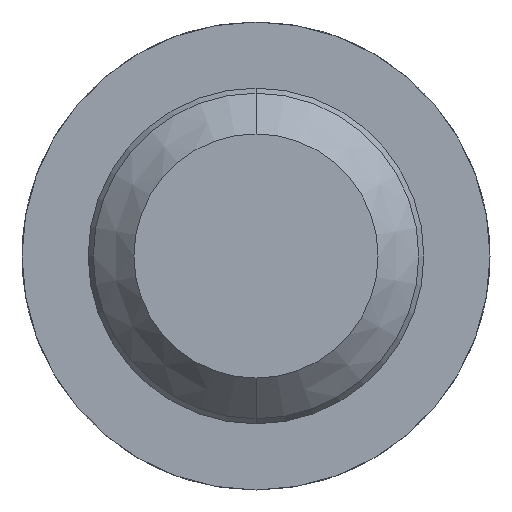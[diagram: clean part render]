
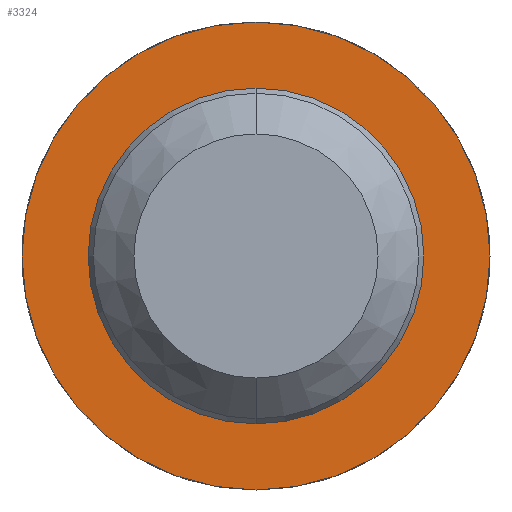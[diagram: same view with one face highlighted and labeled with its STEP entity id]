
A CAD part, front view. The second image highlights one B-rep face of the part: STEP entity #3324.
In plain terms, the highlighted planar face has unit normal (0, -1, 0).
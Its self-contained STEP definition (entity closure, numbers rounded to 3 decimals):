
#37 = VERTEX_POINT ( 'NONE', #3874 ) ;
#107 = DIRECTION ( 'NONE',  ( 0., 0., -1. ) ) ;
#119 = DIRECTION ( 'NONE',  ( 0., 0., -1. ) ) ;
#200 = FACE_OUTER_BOUND ( 'NONE', #201, .T. ) ;
#201 = EDGE_LOOP ( 'NONE', ( #277, #1829 ) ) ;
#277 = ORIENTED_EDGE ( 'NONE', *, *, #2110, .T. ) ;
#579 = VERTEX_POINT ( 'NONE', #1175 ) ;
#697 = VERTEX_POINT ( 'NONE', #3574 ) ;
#842 = DIRECTION ( 'NONE',  ( 0., -1., 0. ) ) ;
#871 = ORIENTED_EDGE ( 'NONE', *, *, #1080, .F. ) ;
#1012 = EDGE_LOOP ( 'NONE', ( #2071, #871 ) ) ;
#1080 = EDGE_CURVE ( 'Defeature ausgef�hrt3_7+Defeature ausgef�hrt3_8+Defeature ausgef�hrt3_8+Defeature ausgef�hrt3_8', #2501, #37, #3913, .T. ) ;
#1084 = CIRCLE ( 'NONE', #3672, 0.825 ) ;
#1165 = DIRECTION ( 'NONE',  ( 0., -1., 0. ) ) ;
#1175 = CARTESIAN_POINT ( 'NONE',  ( 0., 11., 1.15 ) ) ;
#1196 = CARTESIAN_POINT ( 'NONE',  ( 0., 11., 0.825 ) ) ;
#1268 = CIRCLE ( 'NONE', #4127, 1.15 ) ;
#1337 = CARTESIAN_POINT ( 'NONE',  ( 0., 11., 0. ) ) ;
#1713 = EDGE_CURVE ( 'Defeature ausgef�hrt3_7+Defeature ausgef�hrt3_8+Defeature ausgef�hrt3_8+Defeature ausgef�hrt3_8', #37, #2501, #1084, .T. ) ;
#1739 = DIRECTION ( 'NONE',  ( 0., -1., 0. ) ) ;
#1829 = ORIENTED_EDGE ( 'NONE', *, *, #2287, .T. ) ;
#1967 = CARTESIAN_POINT ( 'NONE',  ( 0., 11., 0. ) ) ;
#1976 = CIRCLE ( 'NONE', #3685, 1.15 ) ;
#2071 = ORIENTED_EDGE ( 'NONE', *, *, #1713, .F. ) ;
#2110 = EDGE_CURVE ( 'Defeature ausgef�hrt3_8+Defeature ausgef�hrt3_9+Defeature ausgef�hrt3_9+Defeature ausgef�hrt3_9', #697, #579, #1976, .T. ) ;
#2287 = EDGE_CURVE ( 'Defeature ausgef�hrt3_8+Defeature ausgef�hrt3_9+Defeature ausgef�hrt3_9+Defeature ausgef�hrt3_9', #579, #697, #1268, .T. ) ;
#2291 = DIRECTION ( 'NONE',  ( 0., 0., -1. ) ) ;
#2413 = CARTESIAN_POINT ( 'NONE',  ( 0.825, 11., 0. ) ) ;
#2501 = VERTEX_POINT ( 'NONE', #1196 ) ;
#2536 = DIRECTION ( 'NONE',  ( 0., -1., 0. ) ) ;
#2623 = AXIS2_PLACEMENT_3D ( 'NONE', #4581, #1165, #2291 ) ;
#2837 = CARTESIAN_POINT ( 'NONE',  ( 0., 11., 0. ) ) ;
#3125 = DIRECTION ( 'NONE',  ( 0., 0., -1. ) ) ;
#3140 = PLANE ( 'NONE',  #4543 ) ;
#3324 = ADVANCED_FACE ( 'Defeature ausgef�hrt3_8', ( #200, #4698 ), #3140, .T. ) ;
#3469 = DIRECTION ( 'NONE',  ( 0., -1., 0. ) ) ;
#3574 = CARTESIAN_POINT ( 'NONE',  ( 0., 11., -1.15 ) ) ;
#3672 = AXIS2_PLACEMENT_3D ( 'NONE', #2837, #1739, #119 ) ;
#3685 = AXIS2_PLACEMENT_3D ( 'NONE', #1337, #2536, #4796 ) ;
#3874 = CARTESIAN_POINT ( 'NONE',  ( 0., 11., -0.825 ) ) ;
#3913 = CIRCLE ( 'NONE', #2623, 0.825 ) ;
#4127 = AXIS2_PLACEMENT_3D ( 'NONE', #1967, #3469, #107 ) ;
#4543 = AXIS2_PLACEMENT_3D ( 'NONE', #2413, #842, #3125 ) ;
#4581 = CARTESIAN_POINT ( 'NONE',  ( 0., 11., 0. ) ) ;
#4698 = FACE_BOUND ( 'NONE', #1012, .T. ) ;
#4796 = DIRECTION ( 'NONE',  ( 0., 0., -1. ) ) ;
